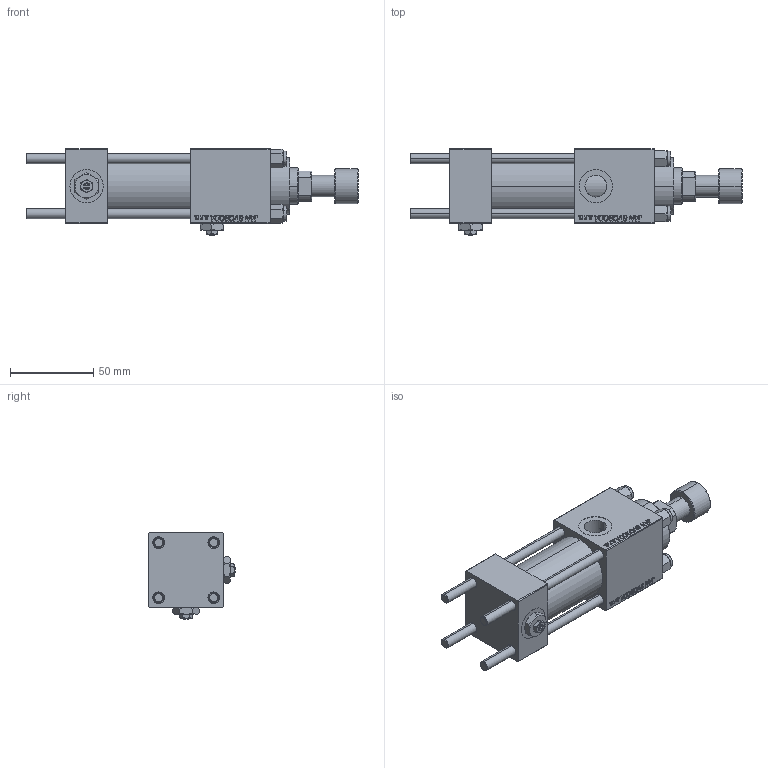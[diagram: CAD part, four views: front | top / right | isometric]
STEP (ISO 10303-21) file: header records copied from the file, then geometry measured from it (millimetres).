
FILE_DESCRIPTION (( 'STEP AP203' ), '1' );
FILE_NAME ('bd0e.STEP', '2024-01-31T10:44:08', ( '' ), ( '' ), 'SwSTEP 2.0', 'SolidWorks 2019', '' );
FILE_SCHEMA (( 'CONFIG_CONTROL_DESIGN' ));
Length unit declared in the file: millimetre
Products named in the file (8): NUT_M5 fcd1c35a334936a01d0ffca816b4403e; CR025_012_A_0_G_A_G_M_020_+#_##_TYCINKA fcd1c35a334936a01d0ffca816b4403e; V215CR_ROD_END_F fcd1c35a334936a01d0ffca816b4403e; Zatka_pro_OIL_PORT fcd1c35a334936a01d0ffca816b4403e; V215_VC_A fcd1c35a334936a01d0ffca816b4403e; bd0e; V215CR_VCP fcd1c35a334936a01d0ffca816b4403e; V215CR_BODY_A fcd1c35a334936a01d0ffca816b4403e
Assembly tree (14 placements, depth 2):
  bd0e
    V215CR_BODY_A fcd1c35a334936a01d0ffca816b4403e
    CR025_012_A_0_G_A_G_M_020_+#_##_TYCINKA fcd1c35a334936a01d0ffca816b4403e  x4
    NUT_M5 fcd1c35a334936a01d0ffca816b4403e  x4
    V215CR_VCP fcd1c35a334936a01d0ffca816b4403e
    V215_VC_A fcd1c35a334936a01d0ffca816b4403e
    V215CR_ROD_END_F fcd1c35a334936a01d0ffca816b4403e
    Zatka_pro_OIL_PORT fcd1c35a334936a01d0ffca816b4403e  x2
Bounding box: 200 x 52 x 52 mm (x, y, z)
Volume: 219049.5 mm3; surface area: 81093.9 mm2
Topology: 14 solids, 14 shells, 1243 faces, 3098 edges, 1995 vertices
Faces by surface type: plane 567, bspline 392, cone 178, cylinder 94, torus 12
Entity records: 52210 total; most frequent: CARTESIAN_POINT 27692, ORIENTED_EDGE 5496, DIRECTION 3530, EDGE_CURVE 2748, VERTEX_POINT 1793, LINE 1636, VECTOR 1636, EDGE_LOOP 1215
